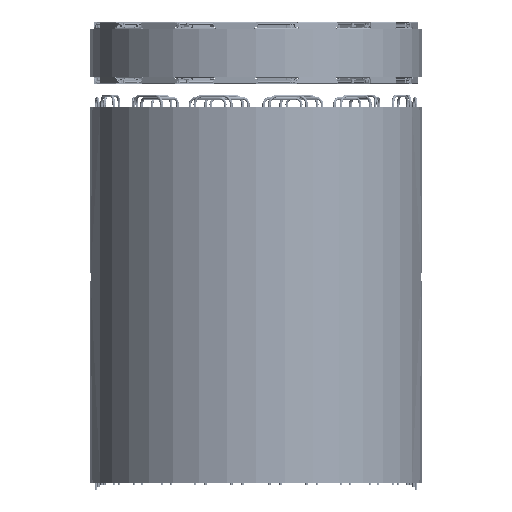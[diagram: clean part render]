
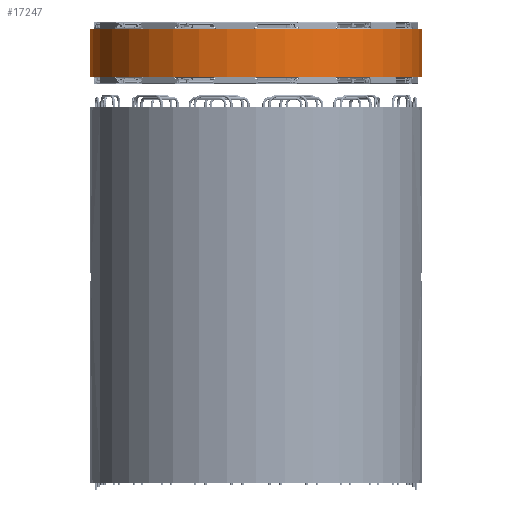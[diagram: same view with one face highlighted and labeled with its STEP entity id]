
A CAD part, left-side view. The second image highlights one B-rep face of the part: STEP entity #17247.
In plain terms, the highlighted cylindrical face has radius 137 mm (diameter 274 mm), a partial arc.
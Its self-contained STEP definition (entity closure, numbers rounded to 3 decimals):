
#17190=CARTESIAN_POINT('',(0.0,137.0,-20.0));
#17191=VERTEX_POINT('',#17190);
#17198=CARTESIAN_POINT('',(0.0,-137.0,-20.0));
#17199=VERTEX_POINT('',#17198);
#17200=CARTESIAN_POINT('',(0.0,0.0,-20.0));
#17201=DIRECTION('',(0.0,0.0,1.0));
#17202=DIRECTION('',(0.0,-1.0,0.0));
#17203=AXIS2_PLACEMENT_3D('',#17200,#17201,#17202);
#17204=CIRCLE('',#17203,137.0);
#17205=EDGE_CURVE('',#17199,#17191,#17204,.T.);
#17216=CARTESIAN_POINT('',(0.0,0.0,0.0));
#17217=DIRECTION('',(0.0,0.0,1.0));
#17218=DIRECTION('',(0.0,-1.0,0.0));
#17219=AXIS2_PLACEMENT_3D('',#17216,#17217,#17218);
#17220=CYLINDRICAL_SURFACE('',#17219,137.0);
#17221=CARTESIAN_POINT('',(0.0,137.0,20.0));
#17222=VERTEX_POINT('',#17221);
#17223=CARTESIAN_POINT('',(0.0,-137.0,20.0));
#17224=VERTEX_POINT('',#17223);
#17225=CARTESIAN_POINT('',(0.0,0.0,20.0));
#17226=DIRECTION('',(0.0,0.0,-1.0));
#17227=DIRECTION('',(0.0,-1.0,0.0));
#17228=AXIS2_PLACEMENT_3D('',#17225,#17226,#17227);
#17229=CIRCLE('',#17228,137.0);
#17230=EDGE_CURVE('',#17222,#17224,#17229,.T.);
#17231=ORIENTED_EDGE('',*,*,#17230,.T.);
#17232=CARTESIAN_POINT('',(0.0,-137.0,-20.0));
#17233=DIRECTION('',(0.0,0.0,1.0));
#17234=VECTOR('',#17233,40.0);
#17235=LINE('',#17232,#17234);
#17236=EDGE_CURVE('',#17199,#17224,#17235,.T.);
#17237=ORIENTED_EDGE('',*,*,#17236,.F.);
#17238=ORIENTED_EDGE('',*,*,#17205,.T.);
#17239=CARTESIAN_POINT('',(0.0,137.0,20.0));
#17240=DIRECTION('',(0.0,0.0,-1.0));
#17241=VECTOR('',#17240,40.0);
#17242=LINE('',#17239,#17241);
#17243=EDGE_CURVE('',#17222,#17191,#17242,.T.);
#17244=ORIENTED_EDGE('',*,*,#17243,.F.);
#17245=EDGE_LOOP('',(#17231,#17237,#17238,#17244));
#17246=FACE_OUTER_BOUND('',#17245,.T.);
#17247=ADVANCED_FACE('',(#17246),#17220,.T.);
